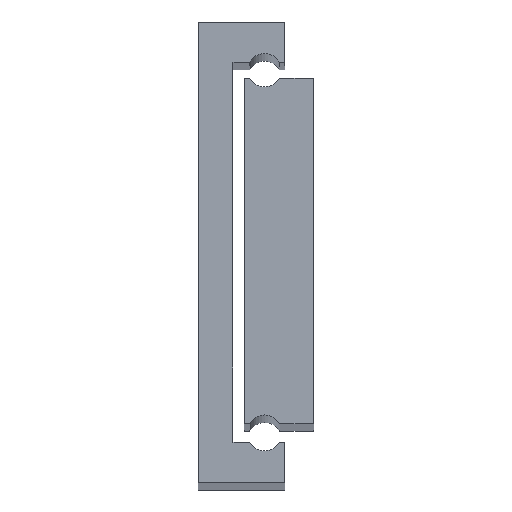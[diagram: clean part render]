
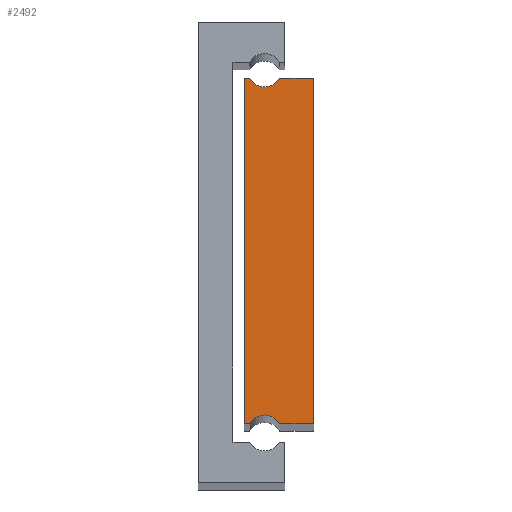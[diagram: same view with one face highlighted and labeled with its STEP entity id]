
A CAD part, top view. The second image highlights one B-rep face of the part: STEP entity #2492.
In plain terms, the highlighted planar face has unit normal (0, 0, 1).
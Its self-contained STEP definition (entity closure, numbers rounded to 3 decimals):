
#16 = EDGE_CURVE ( 'NONE', #671, #1851, #1123, .T. ) ;
#107 = LINE ( 'NONE', #1064, #546 ) ;
#131 = CIRCLE ( 'NONE', #1695, 3. ) ;
#185 = CARTESIAN_POINT ( 'NONE',  ( -3.169, 78.924, 375. ) ) ;
#192 = CARTESIAN_POINT ( 'NONE',  ( -0.571, 17.424, 375. ) ) ;
#214 = CARTESIAN_POINT ( 'NONE',  ( -0.571, 80.424, 375. ) ) ;
#217 = ORIENTED_EDGE ( 'NONE', *, *, #2473, .T. ) ;
#266 = CARTESIAN_POINT ( 'NONE',  ( 2.027, 18.924, 375. ) ) ;
#328 = DIRECTION ( 'NONE',  ( 0., 1., 0. ) ) ;
#361 = DIRECTION ( 'NONE',  ( -1., 0., 0. ) ) ;
#469 = CARTESIAN_POINT ( 'NONE',  ( 7.929, 78.924, 375. ) ) ;
#513 = ORIENTED_EDGE ( 'NONE', *, *, #2505, .T. ) ;
#526 = CARTESIAN_POINT ( 'NONE',  ( 2.027, 78.924, 375. ) ) ;
#546 = VECTOR ( 'NONE', #361, 1000. ) ;
#671 = VERTEX_POINT ( 'NONE', #811 ) ;
#683 = DIRECTION ( 'NONE',  ( 0., 0., -1. ) ) ;
#686 = LINE ( 'NONE', #3097, #1027 ) ;
#789 = ORIENTED_EDGE ( 'NONE', *, *, #2577, .T. ) ;
#811 = CARTESIAN_POINT ( 'NONE',  ( -3.169, 18.924, 375. ) ) ;
#812 = LINE ( 'NONE', #2264, #2672 ) ;
#823 = VECTOR ( 'NONE', #2894, 1000. ) ;
#932 = VERTEX_POINT ( 'NONE', #526 ) ;
#939 = ORIENTED_EDGE ( 'NONE', *, *, #2691, .T. ) ;
#952 = EDGE_CURVE ( 'NONE', #1851, #2076, #2681, .T. ) ;
#953 = VECTOR ( 'NONE', #2566, 1000. ) ;
#1027 = VECTOR ( 'NONE', #1855, 1000. ) ;
#1064 = CARTESIAN_POINT ( 'NONE',  ( -3.169, 78.924, 375. ) ) ;
#1118 = DIRECTION ( 'NONE',  ( 0., 0., -1. ) ) ;
#1123 = CIRCLE ( 'NONE', #1827, 3. ) ;
#1182 = DIRECTION ( 'NONE',  ( 0., 0., -1. ) ) ;
#1253 = VECTOR ( 'NONE', #2172, 1000. ) ;
#1302 = EDGE_LOOP ( 'NONE', ( #789, #513, #2724, #1351, #1740, #939, #2403, #217 ) ) ;
#1351 = ORIENTED_EDGE ( 'NONE', *, *, #952, .T. ) ;
#1427 = CARTESIAN_POINT ( 'NONE',  ( -4.071, 18.924, 375. ) ) ;
#1480 = CARTESIAN_POINT ( 'NONE',  ( -4.071, 18.924, 375. ) ) ;
#1643 = VERTEX_POINT ( 'NONE', #2157 ) ;
#1644 = DIRECTION ( 'NONE',  ( -1., 0., 0. ) ) ;
#1695 = AXIS2_PLACEMENT_3D ( 'NONE', #214, #1182, #2130 ) ;
#1740 = ORIENTED_EDGE ( 'NONE', *, *, #2021, .T. ) ;
#1772 = VERTEX_POINT ( 'NONE', #1480 ) ;
#1827 = AXIS2_PLACEMENT_3D ( 'NONE', #192, #683, #1906 ) ;
#1841 = FACE_OUTER_BOUND ( 'NONE', #1302, .T. ) ;
#1851 = VERTEX_POINT ( 'NONE', #2456 ) ;
#1855 = DIRECTION ( 'NONE',  ( 0., -1., 0. ) ) ;
#1906 = DIRECTION ( 'NONE',  ( -1., 0., 0. ) ) ;
#2021 = EDGE_CURVE ( 'NONE', #2076, #2893, #812, .T. ) ;
#2076 = VERTEX_POINT ( 'NONE', #2107 ) ;
#2101 = LINE ( 'NONE', #1427, #953 ) ;
#2107 = CARTESIAN_POINT ( 'NONE',  ( 7.929, 18.924, 375. ) ) ;
#2130 = DIRECTION ( 'NONE',  ( 1., 0., 0. ) ) ;
#2157 = CARTESIAN_POINT ( 'NONE',  ( -4.071, 78.924, 375. ) ) ;
#2172 = DIRECTION ( 'NONE',  ( 1., 0., 0. ) ) ;
#2264 = CARTESIAN_POINT ( 'NONE',  ( 7.929, 18.924, 375. ) ) ;
#2285 = CARTESIAN_POINT ( 'NONE',  ( 7.929, 78.924, 375. ) ) ;
#2305 = AXIS2_PLACEMENT_3D ( 'NONE', #2583, #1118, #1644 ) ;
#2356 = PLANE ( 'NONE',  #2305 ) ;
#2403 = ORIENTED_EDGE ( 'NONE', *, *, #3110, .T. ) ;
#2456 = CARTESIAN_POINT ( 'NONE',  ( 2.027, 18.924, 375. ) ) ;
#2473 = EDGE_CURVE ( 'NONE', #3033, #1643, #107, .T. ) ;
#2492 = ADVANCED_FACE ( 'NONE', ( #1841 ), #2356, .F. ) ;
#2505 = EDGE_CURVE ( 'NONE', #1772, #671, #2101, .T. ) ;
#2566 = DIRECTION ( 'NONE',  ( 1., 0., 0. ) ) ;
#2577 = EDGE_CURVE ( 'NONE', #1643, #1772, #686, .T. ) ;
#2583 = CARTESIAN_POINT ( 'NONE',  ( -0.571, 17.424, 375. ) ) ;
#2660 = LINE ( 'NONE', #469, #823 ) ;
#2672 = VECTOR ( 'NONE', #328, 1000. ) ;
#2681 = LINE ( 'NONE', #266, #1253 ) ;
#2691 = EDGE_CURVE ( 'NONE', #2893, #932, #2660, .T. ) ;
#2724 = ORIENTED_EDGE ( 'NONE', *, *, #16, .T. ) ;
#2893 = VERTEX_POINT ( 'NONE', #2285 ) ;
#2894 = DIRECTION ( 'NONE',  ( -1., 0., 0. ) ) ;
#3033 = VERTEX_POINT ( 'NONE', #185 ) ;
#3097 = CARTESIAN_POINT ( 'NONE',  ( -4.071, 78.924, 375. ) ) ;
#3110 = EDGE_CURVE ( 'NONE', #932, #3033, #131, .T. ) ;
